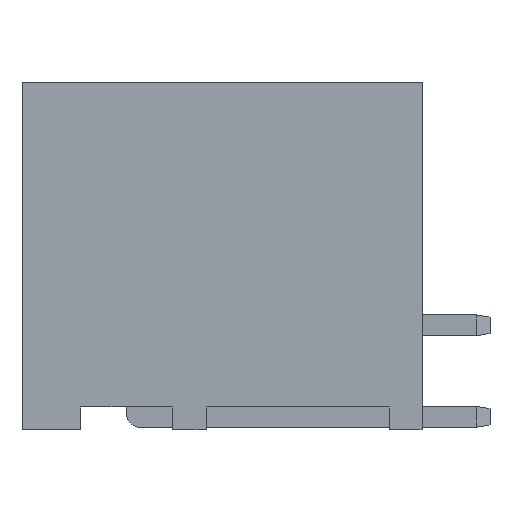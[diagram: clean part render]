
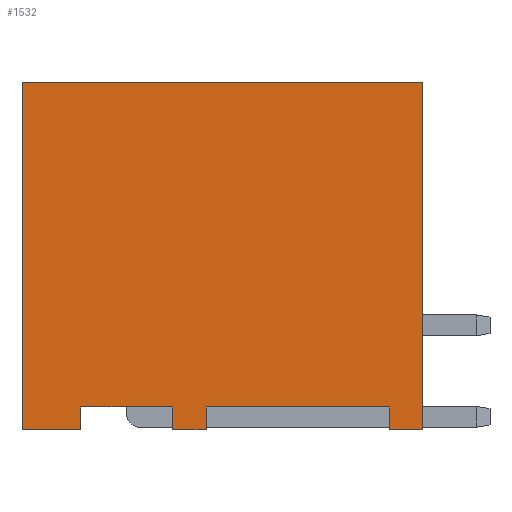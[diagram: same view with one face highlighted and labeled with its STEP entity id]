
A CAD part, left-side view. The second image highlights one B-rep face of the part: STEP entity #1532.
In plain terms, the highlighted planar face has unit normal (-1, 0, 0).
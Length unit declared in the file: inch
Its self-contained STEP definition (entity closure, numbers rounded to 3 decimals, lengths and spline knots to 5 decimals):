
#12 = VECTOR ( 'NONE', #2959, 39.37008 ) ;
#48 = LINE ( 'NONE', #1506, #12 ) ;
#78 = LINE ( 'NONE', #940, #4748 ) ;
#146 = VERTEX_POINT ( 'NONE', #1420 ) ;
#171 = VERTEX_POINT ( 'NONE', #6115 ) ;
#189 = PLANE ( 'NONE',  #2687 ) ;
#264 = CARTESIAN_POINT ( 'NONE',  ( -0.0689, 0.37598, 0.26181 ) ) ;
#451 = EDGE_CURVE ( 'NONE', #1403, #4427, #5690, .T. ) ;
#461 = CARTESIAN_POINT ( 'NONE',  ( -0.0689, 0.60236, -0.26181 ) ) ;
#518 = CARTESIAN_POINT ( 'NONE',  ( -0.0689, 0.04921, -0.22736 ) ) ;
#611 = CARTESIAN_POINT ( 'NONE',  ( -0.0689, 0.37598, -0.26181 ) ) ;
#625 = VECTOR ( 'NONE', #1061, 39.37008 ) ;
#806 = DIRECTION ( 'NONE',  ( 0., -1., 0. ) ) ;
#868 = VERTEX_POINT ( 'NONE', #2183 ) ;
#940 = CARTESIAN_POINT ( 'NONE',  ( -0.0689, 0.3248, 0.26181 ) ) ;
#970 = LINE ( 'NONE', #4868, #625 ) ;
#991 = VERTEX_POINT ( 'NONE', #4812 ) ;
#994 = DIRECTION ( 'NONE',  ( 0., 0., 1. ) ) ;
#1061 = DIRECTION ( 'NONE',  ( 0., 0., -1. ) ) ;
#1078 = ORIENTED_EDGE ( 'NONE', *, *, #2339, .T. ) ;
#1192 = EDGE_CURVE ( 'NONE', #5135, #991, #5820, .T. ) ;
#1297 = LINE ( 'NONE', #3210, #5142 ) ;
#1403 = VERTEX_POINT ( 'NONE', #2088 ) ;
#1411 = DIRECTION ( 'NONE',  ( 0., 0., 1. ) ) ;
#1420 = CARTESIAN_POINT ( 'NONE',  ( -0.0689, 0.3248, -0.22736 ) ) ;
#1506 = CARTESIAN_POINT ( 'NONE',  ( -0.0689, 0.60236, -0.22736 ) ) ;
#1526 = VECTOR ( 'NONE', #6107, 39.37008 ) ;
#1532 = ADVANCED_FACE ( 'NONE', ( #5011 ), #189, .F. ) ;
#1771 = VERTEX_POINT ( 'NONE', #5194 ) ;
#1786 = CARTESIAN_POINT ( 'NONE',  ( -0.0689, 0.60236, 0.26181 ) ) ;
#1829 = CARTESIAN_POINT ( 'NONE',  ( -0.0689, 0.60236, 0.26181 ) ) ;
#1831 = CARTESIAN_POINT ( 'NONE',  ( -0.0689, 0.60236, -0.22736 ) ) ;
#1862 = CARTESIAN_POINT ( 'NONE',  ( -0.0689, 0., -0.26181 ) ) ;
#1914 = CARTESIAN_POINT ( 'NONE',  ( -0.0689, 0., 0.26181 ) ) ;
#1957 = CARTESIAN_POINT ( 'NONE',  ( -0.0689, 0.3248, -0.26181 ) ) ;
#1987 = VECTOR ( 'NONE', #5387, 39.37008 ) ;
#2088 = CARTESIAN_POINT ( 'NONE',  ( -0.0689, 0.60236, -0.26181 ) ) ;
#2125 = DIRECTION ( 'NONE',  ( 1., 0., 0. ) ) ;
#2183 = CARTESIAN_POINT ( 'NONE',  ( -0.0689, 0.51378, -0.22736 ) ) ;
#2276 = LINE ( 'NONE', #4188, #1526 ) ;
#2313 = VECTOR ( 'NONE', #2391, 39.37008 ) ;
#2339 = EDGE_CURVE ( 'NONE', #171, #5634, #2792, .T. ) ;
#2391 = DIRECTION ( 'NONE',  ( 0., -1., 0. ) ) ;
#2636 = VECTOR ( 'NONE', #2702, 39.37008 ) ;
#2687 = AXIS2_PLACEMENT_3D ( 'NONE', #5942, #2125, #3581 ) ;
#2702 = DIRECTION ( 'NONE',  ( 0., 0., 1. ) ) ;
#2753 = CARTESIAN_POINT ( 'NONE',  ( -0.0689, 0.51378, -0.26181 ) ) ;
#2792 = LINE ( 'NONE', #264, #4156 ) ;
#2959 = DIRECTION ( 'NONE',  ( 0., -1., 0. ) ) ;
#3015 = CARTESIAN_POINT ( 'NONE',  ( -0.0689, 0.60236, 0.26181 ) ) ;
#3072 = EDGE_CURVE ( 'NONE', #868, #171, #4223, .T. ) ;
#3210 = CARTESIAN_POINT ( 'NONE',  ( -0.0689, 0.60236, -0.26181 ) ) ;
#3238 = ORIENTED_EDGE ( 'NONE', *, *, #1192, .T. ) ;
#3270 = ORIENTED_EDGE ( 'NONE', *, *, #451, .F. ) ;
#3275 = DIRECTION ( 'NONE',  ( 0., -1., 0. ) ) ;
#3353 = EDGE_CURVE ( 'NONE', #1403, #3987, #1297, .T. ) ;
#3380 = EDGE_CURVE ( 'NONE', #5777, #1771, #970, .T. ) ;
#3388 = EDGE_CURVE ( 'NONE', #3987, #868, #5829, .T. ) ;
#3415 = EDGE_CURVE ( 'NONE', #5215, #146, #78, .T. ) ;
#3469 = EDGE_CURVE ( 'NONE', #146, #5777, #48, .T. ) ;
#3581 = DIRECTION ( 'NONE',  ( 0., 0., -1. ) ) ;
#3742 = ORIENTED_EDGE ( 'NONE', *, *, #3469, .T. ) ;
#3818 = ORIENTED_EDGE ( 'NONE', *, *, #3380, .T. ) ;
#3987 = VERTEX_POINT ( 'NONE', #2753 ) ;
#4156 = VECTOR ( 'NONE', #5655, 39.37008 ) ;
#4188 = CARTESIAN_POINT ( 'NONE',  ( -0.0689, 0.60236, -0.26181 ) ) ;
#4223 = LINE ( 'NONE', #1831, #5336 ) ;
#4306 = ORIENTED_EDGE ( 'NONE', *, *, #5804, .T. ) ;
#4319 = LINE ( 'NONE', #3015, #1987 ) ;
#4395 = ORIENTED_EDGE ( 'NONE', *, *, #4420, .T. ) ;
#4404 = CARTESIAN_POINT ( 'NONE',  ( -0.0689, 0.51378, 0.26181 ) ) ;
#4420 = EDGE_CURVE ( 'NONE', #5634, #5215, #2276, .T. ) ;
#4427 = VERTEX_POINT ( 'NONE', #1829 ) ;
#4748 = VECTOR ( 'NONE', #1411, 39.37008 ) ;
#4773 = LINE ( 'NONE', #461, #2313 ) ;
#4812 = CARTESIAN_POINT ( 'NONE',  ( -0.0689, 0., 0.26181 ) ) ;
#4844 = ORIENTED_EDGE ( 'NONE', *, *, #5213, .F. ) ;
#4868 = CARTESIAN_POINT ( 'NONE',  ( -0.0689, 0.04921, 0.26181 ) ) ;
#4880 = EDGE_LOOP ( 'NONE', ( #3742, #3818, #4306, #3238, #4844, #3270, #6160, #5598, #5252, #1078, #4395, #6202 ) ) ;
#5011 = FACE_OUTER_BOUND ( 'NONE', #4880, .T. ) ;
#5135 = VERTEX_POINT ( 'NONE', #1862 ) ;
#5142 = VECTOR ( 'NONE', #806, 39.37008 ) ;
#5194 = CARTESIAN_POINT ( 'NONE',  ( -0.0689, 0.04921, -0.26181 ) ) ;
#5213 = EDGE_CURVE ( 'NONE', #4427, #991, #4319, .T. ) ;
#5215 = VERTEX_POINT ( 'NONE', #1957 ) ;
#5252 = ORIENTED_EDGE ( 'NONE', *, *, #3072, .T. ) ;
#5253 = VECTOR ( 'NONE', #5385, 39.37008 ) ;
#5336 = VECTOR ( 'NONE', #3275, 39.37008 ) ;
#5385 = DIRECTION ( 'NONE',  ( 0., 0., 1. ) ) ;
#5387 = DIRECTION ( 'NONE',  ( 0., -1., 0. ) ) ;
#5598 = ORIENTED_EDGE ( 'NONE', *, *, #3388, .T. ) ;
#5634 = VERTEX_POINT ( 'NONE', #611 ) ;
#5655 = DIRECTION ( 'NONE',  ( 0., 0., -1. ) ) ;
#5690 = LINE ( 'NONE', #1786, #2636 ) ;
#5777 = VERTEX_POINT ( 'NONE', #518 ) ;
#5804 = EDGE_CURVE ( 'NONE', #1771, #5135, #4773, .T. ) ;
#5820 = LINE ( 'NONE', #1914, #6078 ) ;
#5829 = LINE ( 'NONE', #4404, #5253 ) ;
#5942 = CARTESIAN_POINT ( 'NONE',  ( -0.0689, 0.60236, 0.26181 ) ) ;
#6078 = VECTOR ( 'NONE', #994, 39.37008 ) ;
#6107 = DIRECTION ( 'NONE',  ( 0., -1., 0. ) ) ;
#6115 = CARTESIAN_POINT ( 'NONE',  ( -0.0689, 0.37598, -0.22736 ) ) ;
#6160 = ORIENTED_EDGE ( 'NONE', *, *, #3353, .T. ) ;
#6202 = ORIENTED_EDGE ( 'NONE', *, *, #3415, .T. ) ;
